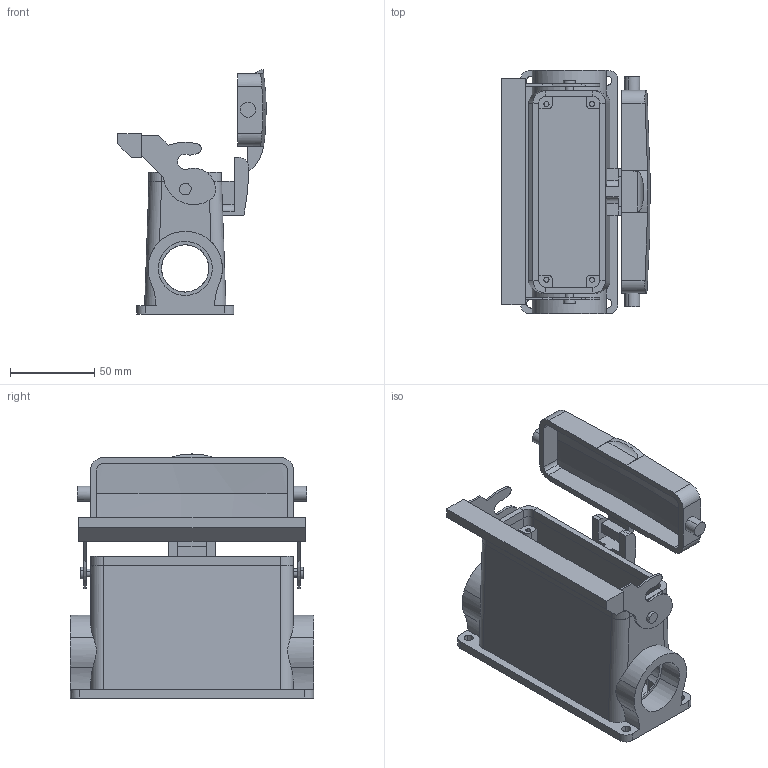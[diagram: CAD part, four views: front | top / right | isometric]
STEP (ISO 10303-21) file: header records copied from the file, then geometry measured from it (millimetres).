
FILE_DESCRIPTION(('CATIA V5 STEP Exchange','CAx-IF Rec.Pracs.--- Model Styling and Organization---1.4--- 2014-01-23'),'2;1');
FILE_NAME ('13414920_2', '2019-07-25T14:23:42+00:00', ('none'), ('Weidmueller'), 'CATIA Version 5-6 Release 2016 SP3 HF44', 'CATIA V5 STEP AP214', 'none');
FILE_SCHEMA(('AUTOMOTIVE_DESIGN { 1 0 10303 214 1 1 1 1 }'));
Length unit declared in the file: millimetre
Products named in the file (1): 1786940000
Bounding box: 87.97 x 144 x 144.56 mm (x, y, z)
Volume: 241193.6 mm3; surface area: 105688.6 mm2
Topology: 2 solids, 2 shells, 234 faces, 624 edges, 408 vertices
Faces by surface type: plane 117, cylinder 110, revolution 4, torus 3
Entity records: 7591 total; most frequent: CARTESIAN_POINT 2112, ORIENTED_EDGE 1248, DIRECTION 865, EDGE_CURVE 624, VERTEX_POINT 408, VECTOR 356, LINE 356, AXIS2_PLACEMENT_3D 339
